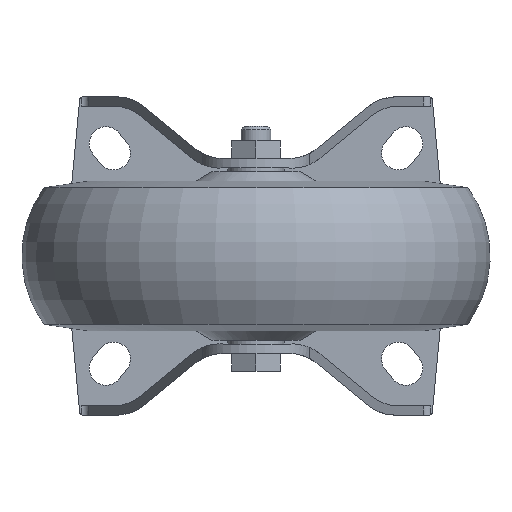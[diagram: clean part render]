
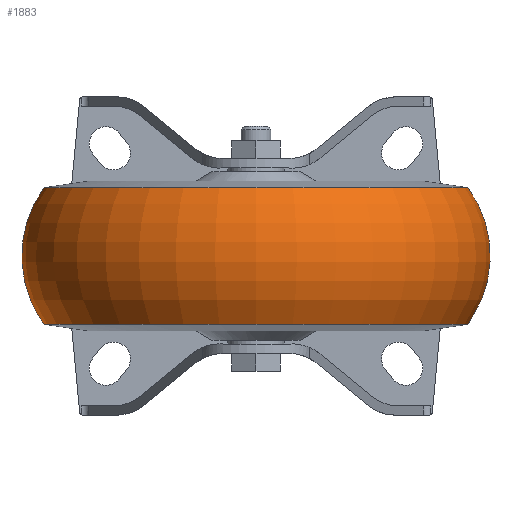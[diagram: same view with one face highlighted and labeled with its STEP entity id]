
A CAD part, front view. The second image highlights one B-rep face of the part: STEP entity #1883.
In plain terms, the highlighted toroidal (fillet/blend) face has major radius 31.5 mm and minor radius 31 mm.
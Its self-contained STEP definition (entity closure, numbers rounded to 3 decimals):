
#20=TOROIDAL_SURFACE('',#2087,31.5,31.);
#928=ORIENTED_EDGE('',*,*,#1199,.T.);
#929=ORIENTED_EDGE('',*,*,#1200,.F.);
#1199=EDGE_CURVE('',#1381,#1381,#1459,.T.);
#1200=EDGE_CURVE('',#1382,#1382,#1460,.T.);
#1381=VERTEX_POINT('',#3232);
#1382=VERTEX_POINT('',#3235);
#1459=CIRCLE('',#2086,56.559);
#1460=CIRCLE('',#2088,56.559);
#1588=EDGE_LOOP('',(#928));
#1589=EDGE_LOOP('',(#929));
#1726=FACE_BOUND('',#1588,.T.);
#1727=FACE_BOUND('',#1589,.T.);
#1883=ADVANCED_FACE('',(#1726,#1727),#20,.T.);
#2086=AXIS2_PLACEMENT_3D('',#3231,#2624,#2625);
#2087=AXIS2_PLACEMENT_3D('',#3233,#2626,#2627);
#2088=AXIS2_PLACEMENT_3D('',#3234,#2628,#2629);
#2624=DIRECTION('',(0.,0.,-1.));
#2625=DIRECTION('',(-1.,0.,0.));
#2626=DIRECTION('',(0.,0.,-1.));
#2627=DIRECTION('',(-1.,0.,0.));
#2628=DIRECTION('',(0.,0.,-1.));
#2629=DIRECTION('',(-1.,0.,0.));
#3231=CARTESIAN_POINT('',(0.,0.,18.25));
#3232=CARTESIAN_POINT('',(-56.559,0.,18.25));
#3233=CARTESIAN_POINT('',(0.,0.,0.));
#3234=CARTESIAN_POINT('',(0.,0.,-18.25));
#3235=CARTESIAN_POINT('',(-56.559,0.,-18.25));
